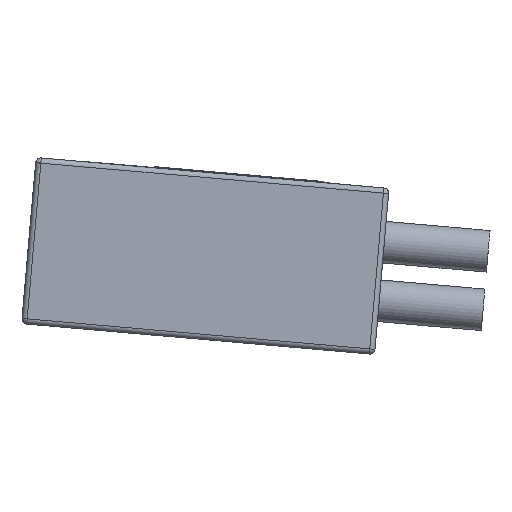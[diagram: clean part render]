
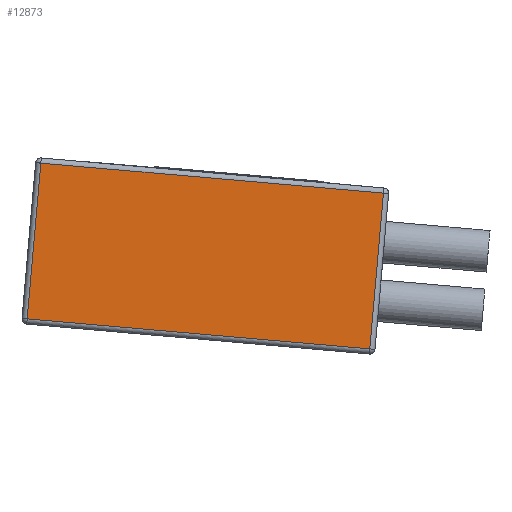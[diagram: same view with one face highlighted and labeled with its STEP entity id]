
A CAD part, left-side view. The second image highlights one B-rep face of the part: STEP entity #12873.
In plain terms, the highlighted planar face has unit normal (-1, 0, 0).
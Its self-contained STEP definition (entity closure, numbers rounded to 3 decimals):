
#232=PLANE('',#13549);
#756=FACE_OUTER_BOUND('',#1499,.T.);
#1499=EDGE_LOOP('',(#9238,#9239,#9240,#9241));
#2601=LINE('',#22015,#3977);
#2602=LINE('',#22017,#3978);
#2603=LINE('',#22019,#3979);
#2604=LINE('',#22020,#3980);
#3977=VECTOR('',#14689,1000.);
#3978=VECTOR('',#14690,1000.);
#3979=VECTOR('',#14691,1000.);
#3980=VECTOR('',#14692,1000.);
#5912=VERTEX_POINT('',#22013);
#5913=VERTEX_POINT('',#22014);
#5914=VERTEX_POINT('',#22016);
#5915=VERTEX_POINT('',#22018);
#7222=EDGE_CURVE('',#5912,#5913,#2601,.T.);
#7223=EDGE_CURVE('',#5913,#5914,#2602,.T.);
#7224=EDGE_CURVE('',#5914,#5915,#2603,.T.);
#7225=EDGE_CURVE('',#5915,#5912,#2604,.T.);
#9238=ORIENTED_EDGE('',*,*,#7222,.T.);
#9239=ORIENTED_EDGE('',*,*,#7223,.T.);
#9240=ORIENTED_EDGE('',*,*,#7224,.T.);
#9241=ORIENTED_EDGE('',*,*,#7225,.T.);
#12873=ADVANCED_FACE('',(#756),#232,.F.);
#13549=AXIS2_PLACEMENT_3D('',#22012,#14687,#14688);
#14687=DIRECTION('center_axis',(1.,0.,0.));
#14688=DIRECTION('ref_axis',(0.,0.996,0.087));
#14689=DIRECTION('',(0.,-0.996,-0.087));
#14690=DIRECTION('',(0.,-0.087,0.996));
#14691=DIRECTION('',(0.,0.996,0.087));
#14692=DIRECTION('',(0.,0.087,-0.996));
#22012=CARTESIAN_POINT('Origin',(77.875,-64.641,87.791));
#22013=CARTESIAN_POINT('',(77.875,-63.788,72.306));
#22014=CARTESIAN_POINT('',(77.875,-96.662,69.43));
#22015=CARTESIAN_POINT('',(77.875,-97.16,69.386));
#22016=CARTESIAN_POINT('',(77.875,-97.97,84.373));
#22017=CARTESIAN_POINT('',(77.875,-98.013,84.871));
#22018=CARTESIAN_POINT('',(77.875,-65.095,87.249));
#22019=CARTESIAN_POINT('',(77.875,-64.597,87.293));
#22020=CARTESIAN_POINT('',(77.875,-65.139,87.747));
